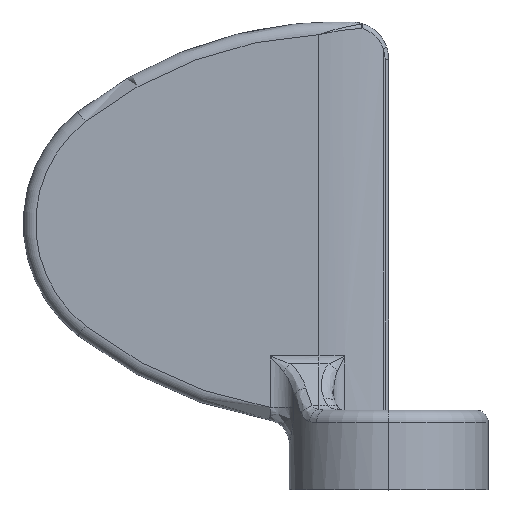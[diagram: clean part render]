
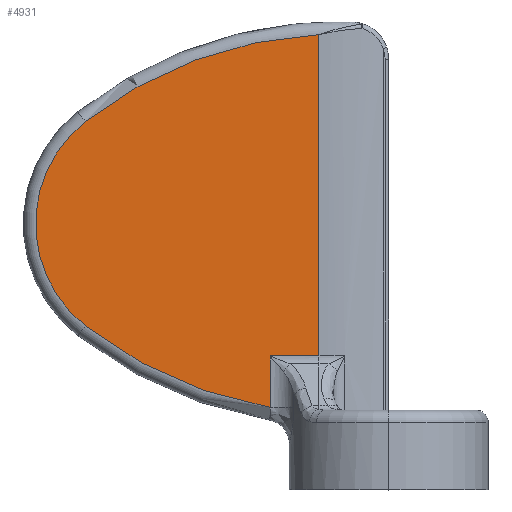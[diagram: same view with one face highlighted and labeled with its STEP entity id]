
A CAD part, top view. The second image highlights one B-rep face of the part: STEP entity #4931.
In plain terms, the highlighted planar face has unit normal (0, 0, 1).
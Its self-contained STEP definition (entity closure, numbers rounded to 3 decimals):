
#153 = AXIS2_PLACEMENT_3D ( 'NONE', #5708, #4433, #6391 ) ;
#175 = DIRECTION ( 'NONE',  ( 0., 0., 1. ) ) ;
#181 = ORIENTED_EDGE ( 'NONE', *, *, #553, .T. ) ;
#246 = VERTEX_POINT ( 'NONE', #930 ) ;
#284 = CIRCLE ( 'NONE', #8139, 5.218 ) ;
#301 = CIRCLE ( 'NONE', #4698, 16.5 ) ;
#553 = EDGE_CURVE ( 'NONE', #1741, #6740, #284, .T. ) ;
#714 = CARTESIAN_POINT ( 'NONE',  ( -2.809, 7.602, 0.5 ) ) ;
#752 = CARTESIAN_POINT ( 'NONE',  ( -2.809, -5.318, 0.5 ) ) ;
#877 = EDGE_CURVE ( 'NONE', #6740, #7918, #301, .T. ) ;
#930 = CARTESIAN_POINT ( 'NONE',  ( -4.77, -5.318, 0.5 ) ) ;
#1198 = EDGE_CURVE ( 'NONE', #1500, #1741, #7357, .T. ) ;
#1500 = VERTEX_POINT ( 'NONE', #714 ) ;
#1741 = VERTEX_POINT ( 'NONE', #8008 ) ;
#2641 = CARTESIAN_POINT ( 'NONE',  ( -12.201, -4.106, 0.5 ) ) ;
#2734 = AXIS2_PLACEMENT_3D ( 'NONE', #5844, #4764, #3384 ) ;
#2754 = DIRECTION ( 'NONE',  ( 0., 0., 1. ) ) ;
#2953 = CARTESIAN_POINT ( 'NONE',  ( -2.022, -5.318, 0.5 ) ) ;
#3229 = CARTESIAN_POINT ( 'NONE',  ( -2.809, 8.879, 0.5 ) ) ;
#3257 = DIRECTION ( 'NONE',  ( 1., 0., 0. ) ) ;
#3339 = FACE_OUTER_BOUND ( 'NONE', #6869, .T. ) ;
#3384 = DIRECTION ( 'NONE',  ( 1., 0., 0. ) ) ;
#3519 = ORIENTED_EDGE ( 'NONE', *, *, #1198, .T. ) ;
#3937 = CARTESIAN_POINT ( 'NONE',  ( -8.982, 0., 0.5 ) ) ;
#4111 = DIRECTION ( 'NONE',  ( 1., 0., 0. ) ) ;
#4223 = EDGE_CURVE ( 'NONE', #7246, #1500, #7699, .T. ) ;
#4336 = EDGE_CURVE ( 'NONE', #7918, #246, #7973, .T. ) ;
#4433 = DIRECTION ( 'NONE',  ( 0., 0., 1. ) ) ;
#4478 = CARTESIAN_POINT ( 'NONE',  ( -4.77, -7.39, 0.5 ) ) ;
#4505 = ORIENTED_EDGE ( 'NONE', *, *, #5063, .T. ) ;
#4698 = AXIS2_PLACEMENT_3D ( 'NONE', #6557, #2754, #3257 ) ;
#4722 = PLANE ( 'NONE',  #2734 ) ;
#4764 = DIRECTION ( 'NONE',  ( 0., 0., 1. ) ) ;
#4804 = DIRECTION ( 'NONE',  ( 1., 0., 0. ) ) ;
#4931 = ADVANCED_FACE ( 'NONE', ( #3339 ), #4722, .T. ) ;
#5063 = EDGE_CURVE ( 'NONE', #246, #7246, #5452, .T. ) ;
#5452 = LINE ( 'NONE', #2953, #7142 ) ;
#5708 = CARTESIAN_POINT ( 'NONE',  ( -2.022, -8.879, 0.5 ) ) ;
#5844 = CARTESIAN_POINT ( 'NONE',  ( -2.022, 8.879, 0.5 ) ) ;
#5857 = ORIENTED_EDGE ( 'NONE', *, *, #877, .T. ) ;
#6391 = DIRECTION ( 'NONE',  ( 1., 0., 0. ) ) ;
#6557 = CARTESIAN_POINT ( 'NONE',  ( -2.022, 8.879, 0.5 ) ) ;
#6740 = VERTEX_POINT ( 'NONE', #2641 ) ;
#6869 = EDGE_LOOP ( 'NONE', ( #5857, #7183, #4505, #6874, #3519, #181 ) ) ;
#6874 = ORIENTED_EDGE ( 'NONE', *, *, #4223, .T. ) ;
#7142 = VECTOR ( 'NONE', #4804, 1000. ) ;
#7183 = ORIENTED_EDGE ( 'NONE', *, *, #4336, .T. ) ;
#7246 = VERTEX_POINT ( 'NONE', #752 ) ;
#7357 = CIRCLE ( 'NONE', #153, 16.5 ) ;
#7521 = VECTOR ( 'NONE', #7861, 1000. ) ;
#7699 = LINE ( 'NONE', #3229, #7521 ) ;
#7778 = VECTOR ( 'NONE', #7931, 1000. ) ;
#7861 = DIRECTION ( 'NONE',  ( 0., 1., 0. ) ) ;
#7899 = CARTESIAN_POINT ( 'NONE',  ( -4.77, -5.318, 0.5 ) ) ;
#7918 = VERTEX_POINT ( 'NONE', #4478 ) ;
#7931 = DIRECTION ( 'NONE',  ( 0., 1., 0. ) ) ;
#7973 = LINE ( 'NONE', #7899, #7778 ) ;
#8008 = CARTESIAN_POINT ( 'NONE',  ( -12.201, 4.106, 0.5 ) ) ;
#8139 = AXIS2_PLACEMENT_3D ( 'NONE', #3937, #175, #4111 ) ;
